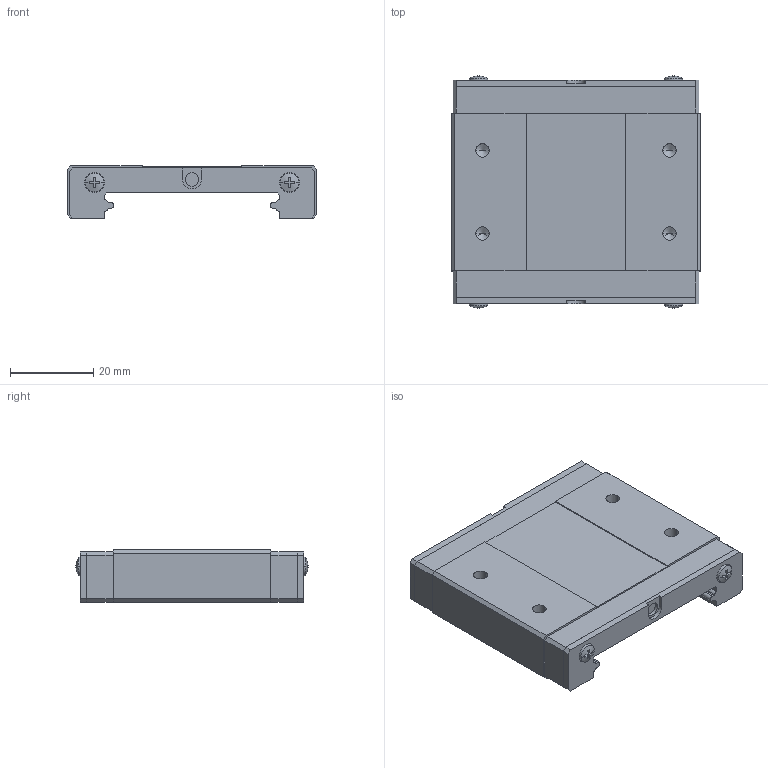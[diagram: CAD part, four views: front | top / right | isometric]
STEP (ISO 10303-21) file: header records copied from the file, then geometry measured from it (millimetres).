
FILE_DESCRIPTION (( 'STEP AP203' ), '1' );
FILE_NAME ('20-019365.step', '2022-03-22T13:45:13', ( '' ), ( '' ), 'SwSTEP 2.0', 'SolidWorks 2021', '' );
FILE_SCHEMA (( 'CONFIG_CONTROL_DESIGN' ));
Length unit declared in the file: millimetre
Products named in the file (1): 20-019365
Bounding box: 60 x 55.97 x 12.6 mm (x, y, z)
Volume: 26195.3 mm3; surface area: 10034.9 mm2
Topology: 1 solids, 3 shells, 216 faces, 576 edges, 372 vertices
Faces by surface type: plane 134, cylinder 54, cone 28
Entity records: 6635 total; most frequent: CARTESIAN_POINT 1269, ORIENTED_EDGE 1136, DIRECTION 1064, EDGE_CURVE 568, VECTOR 394, LINE 394, VERTEX_POINT 372, AXIS2_PLACEMENT_3D 335
